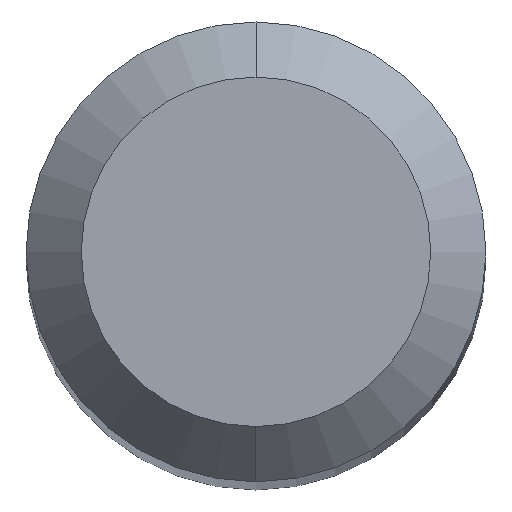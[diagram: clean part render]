
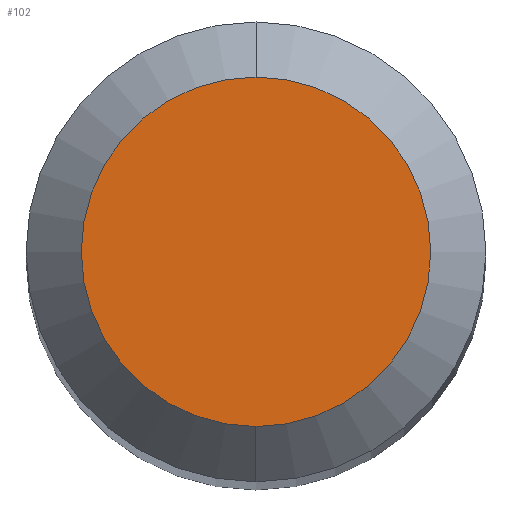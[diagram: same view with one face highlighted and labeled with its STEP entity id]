
A CAD part, top view. The second image highlights one B-rep face of the part: STEP entity #102.
In plain terms, the highlighted planar face has unit normal (0, 0, 1).
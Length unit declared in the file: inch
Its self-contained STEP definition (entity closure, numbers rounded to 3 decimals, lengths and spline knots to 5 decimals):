
#10 = EDGE_CURVE ( 'NONE', #50, #482, #465, .T. ) ;
#22 = CARTESIAN_POINT ( 'NONE',  ( 0., -0.0475, 0. ) ) ;
#50 = VERTEX_POINT ( 'NONE', #22 ) ;
#96 = ORIENTED_EDGE ( 'NONE', *, *, #476, .T. ) ;
#102 = ADVANCED_FACE ( 'NONE', ( #346 ), #421, .F. ) ;
#193 = CIRCLE ( 'NONE', #361, 0.0475 ) ;
#228 = DIRECTION ( 'NONE',  ( 0., 0., -1. ) ) ;
#278 = DIRECTION ( 'NONE',  ( 0., 0., 1. ) ) ;
#301 = DIRECTION ( 'NONE',  ( 0., -1., 0. ) ) ;
#309 = AXIS2_PLACEMENT_3D ( 'NONE', #316, #228, #503 ) ;
#316 = CARTESIAN_POINT ( 'NONE',  ( 0., 0.0475, 0. ) ) ;
#331 = EDGE_LOOP ( 'NONE', ( #96, #409 ) ) ;
#346 = FACE_OUTER_BOUND ( 'NONE', #331, .T. ) ;
#361 = AXIS2_PLACEMENT_3D ( 'NONE', #431, #278, #436 ) ;
#374 = DIRECTION ( 'NONE',  ( 0., 0., 1. ) ) ;
#409 = ORIENTED_EDGE ( 'NONE', *, *, #10, .T. ) ;
#412 = CARTESIAN_POINT ( 'NONE',  ( 0., 0., 0. ) ) ;
#421 = PLANE ( 'NONE',  #309 ) ;
#431 = CARTESIAN_POINT ( 'NONE',  ( 0., 0., 0. ) ) ;
#436 = DIRECTION ( 'NONE',  ( 0., -1., 0. ) ) ;
#465 = CIRCLE ( 'NONE', #473, 0.0475 ) ;
#473 = AXIS2_PLACEMENT_3D ( 'NONE', #412, #374, #301 ) ;
#475 = CARTESIAN_POINT ( 'NONE',  ( 0., 0.0475, 0. ) ) ;
#476 = EDGE_CURVE ( 'NONE', #482, #50, #193, .T. ) ;
#482 = VERTEX_POINT ( 'NONE', #475 ) ;
#503 = DIRECTION ( 'NONE',  ( 0., 1., 0. ) ) ;
